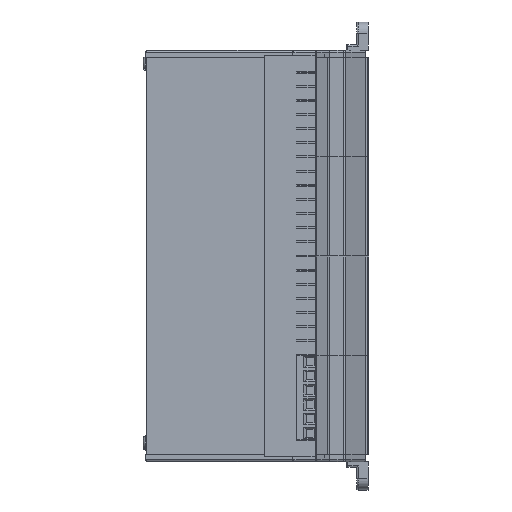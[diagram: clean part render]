
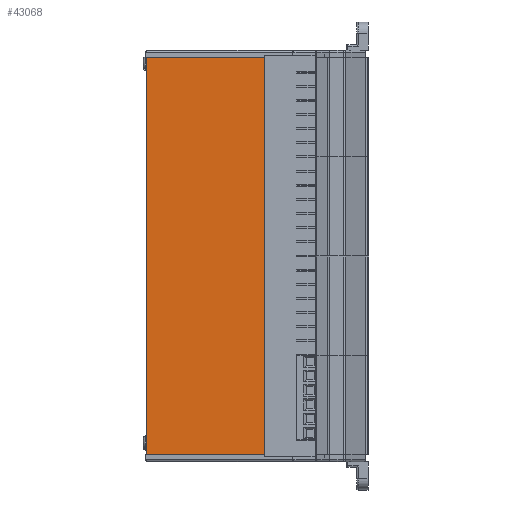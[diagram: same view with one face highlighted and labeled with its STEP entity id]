
A CAD part, left-side view. The second image highlights one B-rep face of the part: STEP entity #43068.
In plain terms, the highlighted planar face has unit normal (-1, 0, 0.002).
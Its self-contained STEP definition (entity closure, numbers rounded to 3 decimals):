
#3399 = DIRECTION ( 'NONE',  ( -1., 0., 0. ) ) ;
#4985 = CARTESIAN_POINT ( 'NONE',  ( -34.75, -31., -142.3 ) ) ;
#5619 = ORIENTED_EDGE ( 'NONE', *, *, #28661, .T. ) ;
#6335 = CARTESIAN_POINT ( 'NONE',  ( -34.75, 31., 0. ) ) ;
#7038 = ORIENTED_EDGE ( 'NONE', *, *, #29387, .F. ) ;
#9995 = DIRECTION ( 'NONE',  ( 0., 0., 1. ) ) ;
#11078 = LINE ( 'NONE', #30304, #37281 ) ;
#11089 = EDGE_LOOP ( 'NONE', ( #41036, #7038, #5619, #14936 ) ) ;
#11153 = FACE_OUTER_BOUND ( 'NONE', #11089, .T. ) ;
#11164 = VECTOR ( 'NONE', #40763, 1000. ) ;
#12055 = CARTESIAN_POINT ( 'NONE',  ( -34.75, 31., -142.3 ) ) ;
#13849 = DIRECTION ( 'NONE',  ( 0., 0., 1. ) ) ;
#14936 = ORIENTED_EDGE ( 'NONE', *, *, #24459, .T. ) ;
#15341 = VECTOR ( 'NONE', #13849, 1000. ) ;
#16469 = VERTEX_POINT ( 'NONE', #6335 ) ;
#17596 = VERTEX_POINT ( 'NONE', #41861 ) ;
#17691 = CARTESIAN_POINT ( 'NONE',  ( -34.75, 31., -142.3 ) ) ;
#20137 = LINE ( 'NONE', #12055, #11164 ) ;
#20942 = EDGE_CURVE ( 'NONE', #16469, #24126, #42881, .T. ) ;
#21859 = VERTEX_POINT ( 'NONE', #4985 ) ;
#24126 = VERTEX_POINT ( 'NONE', #25498 ) ;
#24459 = EDGE_CURVE ( 'NONE', #21859, #24126, #45503, .T. ) ;
#24603 = CARTESIAN_POINT ( 'NONE',  ( -34.75, 31., 0. ) ) ;
#24761 = DIRECTION ( 'NONE',  ( 0., -1., 0. ) ) ;
#25498 = CARTESIAN_POINT ( 'NONE',  ( -34.75, -31., 0. ) ) ;
#28661 = EDGE_CURVE ( 'NONE', #17596, #21859, #20137, .T. ) ;
#29387 = EDGE_CURVE ( 'NONE', #17596, #16469, #11078, .T. ) ;
#30304 = CARTESIAN_POINT ( 'NONE',  ( -34.75, 31., -142.3 ) ) ;
#33366 = VECTOR ( 'NONE', #24761, 1000. ) ;
#34333 = DIRECTION ( 'NONE',  ( 0., 0., 1. ) ) ;
#35460 = PLANE ( 'NONE',  #37766 ) ;
#37281 = VECTOR ( 'NONE', #34333, 1000. ) ;
#37766 = AXIS2_PLACEMENT_3D ( 'NONE', #17691, #3399, #9995 ) ;
#37867 = CARTESIAN_POINT ( 'NONE',  ( -34.75, -31., -142.3 ) ) ;
#40763 = DIRECTION ( 'NONE',  ( 0., -1., 0. ) ) ;
#41036 = ORIENTED_EDGE ( 'NONE', *, *, #20942, .F. ) ;
#41861 = CARTESIAN_POINT ( 'NONE',  ( -34.75, 31., -142.3 ) ) ;
#42881 = LINE ( 'NONE', #24603, #33366 ) ;
#43068 = ADVANCED_FACE ( 'NONE', ( #11153 ), #35460, .T. ) ;
#45503 = LINE ( 'NONE', #37867, #15341 ) ;
